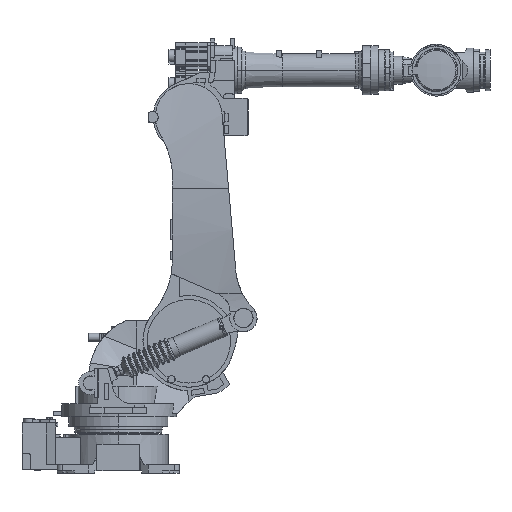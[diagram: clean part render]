
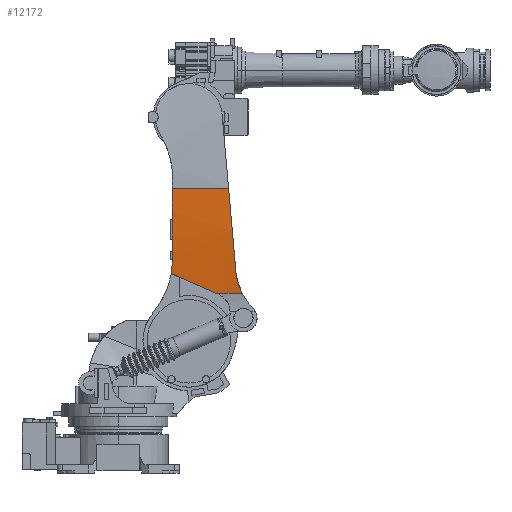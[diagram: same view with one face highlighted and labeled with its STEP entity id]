
A CAD part, front view. The second image highlights one B-rep face of the part: STEP entity #12172.
In plain terms, the highlighted cylindrical face has radius 2900 mm (diameter 5800 mm), a partial arc.
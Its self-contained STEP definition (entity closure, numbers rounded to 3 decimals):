
#320 = CARTESIAN_POINT ( 'NONE',  ( 248.894, 400.281, 80. ) ) ;
#488 = CARTESIAN_POINT ( 'NONE',  ( 225.502, 243.379, -257.883 ) ) ;
#622 = CARTESIAN_POINT ( 'NONE',  ( 270., 749.526, 80. ) ) ;
#3117 = DIRECTION ( 'NONE',  ( 0., 0., -1. ) ) ;
#6430 = CARTESIAN_POINT ( 'NONE',  ( 227.047, 252.168, -253.93 ) ) ;
#7633 = ORIENTED_EDGE ( 'NONE', *, *, #37164, .T. ) ;
#8036 = VERTEX_POINT ( 'NONE', #51058 ) ;
#8473 = CIRCLE ( 'NONE', #53009, 2900. ) ;
#10821 = CARTESIAN_POINT ( 'NONE',  ( 270., 749.526, -195.289 ) ) ;
#11500 = CARTESIAN_POINT ( 'NONE',  ( -2630., 749.526, -247.402 ) ) ;
#12172 = ADVANCED_FACE ( 'NONE', ( #14442 ), #57746, .T. ) ;
#12379 = CARTESIAN_POINT ( 'NONE',  ( 231.598, 279.054, -243.834 ) ) ;
#13016 = CARTESIAN_POINT ( 'NONE',  ( -2630., 749.526, 80. ) ) ;
#13865 = VERTEX_POINT ( 'NONE', #320 ) ;
#14442 = FACE_OUTER_BOUND ( 'NONE', #18011, .T. ) ;
#14635 = CARTESIAN_POINT ( 'NONE',  ( 239.753, 331.774, 85.91 ) ) ;
#14880 = CARTESIAN_POINT ( 'NONE',  ( 229.76, 266.984, -63.097 ) ) ;
#15089 = CARTESIAN_POINT ( 'NONE',  ( 246.035, 377.293, 80.497 ) ) ;
#17189 = DIRECTION ( 'NONE',  ( 1., 0., 0. ) ) ;
#18011 = EDGE_LOOP ( 'NONE', ( #75023, #7633, #26831, #36585, #66485, #54249, #53219 ) ) ;
#18321 = CARTESIAN_POINT ( 'NONE',  ( 236.01, 306.716, -236.365 ) ) ;
#18920 = DIRECTION ( 'NONE',  ( 1., 0., 0. ) ) ;
#19860 = CARTESIAN_POINT ( 'NONE',  ( 241.629, 344.871, -230.692 ) ) ;
#20974 = CARTESIAN_POINT ( 'NONE',  ( 241.401, 343.091, 83.943 ) ) ;
#21578 = EDGE_CURVE ( 'NONE', #27210, #50019, #49635, .T. ) ;
#22388 = CARTESIAN_POINT ( 'NONE',  ( 270., 749.526, -247.402 ) ) ;
#22668 = CARTESIAN_POINT ( 'NONE',  ( 260.528, 478.983, -218.958 ) ) ;
#24199 = CARTESIAN_POINT ( 'NONE',  ( 240.261, 335.163, -231.541 ) ) ;
#26831 = ORIENTED_EDGE ( 'NONE', *, *, #48272, .T. ) ;
#27210 = VERTEX_POINT ( 'NONE', #37581 ) ;
#31031 =( BOUNDED_CURVE ( )  B_SPLINE_CURVE ( 3, ( #14635, #61698, #14880, #56099 ),
 .UNSPECIFIED., .F., .F. ) 
 B_SPLINE_CURVE_WITH_KNOTS ( ( 4, 4 ),
 ( 1.715, 1.749 ),
 .UNSPECIFIED. ) 
 CURVE ( )  GEOMETRIC_REPRESENTATION_ITEM ( )  RATIONAL_B_SPLINE_CURVE ( ( 1., 1., 1., 1. ) ) 
 REPRESENTATION_ITEM ( '' )  );
#31639 = LINE ( 'NONE', #38455, #33522 ) ;
#33522 = VECTOR ( 'NONE', #3117, 1000. ) ;
#36585 = ORIENTED_EDGE ( 'NONE', *, *, #54542, .T. ) ;
#37164 = EDGE_CURVE ( 'NONE', #8036, #72775, #37729, .T. ) ;
#37581 = CARTESIAN_POINT ( 'NONE',  ( 223.941, 234.725, -262.297 ) ) ;
#37729 = LINE ( 'NONE', #22388, #67199 ) ;
#37846 = VERTEX_POINT ( 'NONE', #76368 ) ;
#38455 = CARTESIAN_POINT ( 'NONE',  ( 223.941, 234.725, -247.402 ) ) ;
#40865 = DIRECTION ( 'NONE',  ( 0., 0., 1. ) ) ;
#41745 = CARTESIAN_POINT ( 'NONE',  ( 223.941, 234.725, -262.297 ) ) ;
#42132 = EDGE_CURVE ( 'NONE', #37846, #27210, #31639, .T. ) ;
#44412 = CARTESIAN_POINT ( 'NONE',  ( 248.894, 400.281, 80. ) ) ;
#46133 = CARTESIAN_POINT ( 'NONE',  ( 270., 614.088, -207.138 ) ) ;
#47700 = CARTESIAN_POINT ( 'NONE',  ( 230.095, 270.005, -246.905 ) ) ;
#48272 = EDGE_CURVE ( 'NONE', #72775, #13865, #8473, .T. ) ;
#49635 = B_SPLINE_CURVE_WITH_KNOTS ( 'NONE', 3,
 ( #41745, #488, #6430, #47700, #12379, #53615, #18321, #59515, #24199, #65383 ),
 .UNSPECIFIED., .F., .F.,
 ( 4, 2, 2, 2, 4 ),
 ( 0., 0.029, 0.058, 0.087, 0.116 ),
 .UNSPECIFIED. ) ;
#49940 = B_SPLINE_CURVE_WITH_KNOTS ( 'NONE', 3,
 ( #44412, #50372, #15089, #56298, #20974, #62144 ),
 .UNSPECIFIED., .F., .F.,
 ( 4, 2, 4 ),
 ( 0., 0.035, 0.069 ),
 .UNSPECIFIED. ) ;
#50019 = VERTEX_POINT ( 'NONE', #19860 ) ;
#50372 = CARTESIAN_POINT ( 'NONE',  ( 247.496, 388.761, 80. ) ) ;
#50854 = EDGE_CURVE ( 'NONE', #67643, #37846, #31031, .T. ) ;
#51058 = CARTESIAN_POINT ( 'NONE',  ( 270., 749.526, -195.289 ) ) ;
#53009 = AXIS2_PLACEMENT_3D ( 'NONE', #13016, #54259, #18920 ) ;
#53219 = ORIENTED_EDGE ( 'NONE', *, *, #21578, .T. ) ;
#53615 = CARTESIAN_POINT ( 'NONE',  ( 234.555, 297.409, -238.564 ) ) ;
#54249 = ORIENTED_EDGE ( 'NONE', *, *, #42132, .T. ) ;
#54259 = DIRECTION ( 'NONE',  ( 0., 0., -1. ) ) ;
#54542 = EDGE_CURVE ( 'NONE', #13865, #67643, #49940, .T. ) ;
#56099 = CARTESIAN_POINT ( 'NONE',  ( 223.941, 234.725, -137.287 ) ) ;
#56298 = CARTESIAN_POINT ( 'NONE',  ( 242.987, 354.458, 82.468 ) ) ;
#57746 = CYLINDRICAL_SURFACE ( 'NONE', #63480, 2900. ) ;
#59515 = CARTESIAN_POINT ( 'NONE',  ( 238.863, 325.593, -232.854 ) ) ;
#61698 = CARTESIAN_POINT ( 'NONE',  ( 235.031, 299.336, 11.309 ) ) ;
#62144 = CARTESIAN_POINT ( 'NONE',  ( 239.753, 331.774, 85.91 ) ) ;
#63480 = AXIS2_PLACEMENT_3D ( 'NONE', #11500, #40865, #17189 ) ;
#63566 = DIRECTION ( 'NONE',  ( 0., 0., 1. ) ) ;
#63815 = CARTESIAN_POINT ( 'NONE',  ( 241.629, 344.871, -230.692 ) ) ;
#65383 = CARTESIAN_POINT ( 'NONE',  ( 241.629, 344.871, -230.692 ) ) ;
#66485 = ORIENTED_EDGE ( 'NONE', *, *, #50854, .T. ) ;
#67199 = VECTOR ( 'NONE', #63566, 1000. ) ;
#67643 = VERTEX_POINT ( 'NONE', #67983 ) ;
#67983 = CARTESIAN_POINT ( 'NONE',  ( 239.753, 331.774, 85.91 ) ) ;
#70691 =( BOUNDED_CURVE ( )  B_SPLINE_CURVE ( 3, ( #10821, #46133, #22668, #63815 ),
 .UNSPECIFIED., .F., .F. ) 
 B_SPLINE_CURVE_WITH_KNOTS ( ( 4, 4 ),
 ( 1.571, 1.711 ),
 .UNSPECIFIED. ) 
 CURVE ( )  GEOMETRIC_REPRESENTATION_ITEM ( )  RATIONAL_B_SPLINE_CURVE ( ( 1., 0.998, 0.998, 1. ) ) 
 REPRESENTATION_ITEM ( '' )  );
#72775 = VERTEX_POINT ( 'NONE', #622 ) ;
#74968 = EDGE_CURVE ( 'NONE', #8036, #50019, #70691, .T. ) ;
#75023 = ORIENTED_EDGE ( 'NONE', *, *, #74968, .F. ) ;
#76368 = CARTESIAN_POINT ( 'NONE',  ( 223.941, 234.725, -137.287 ) ) ;
